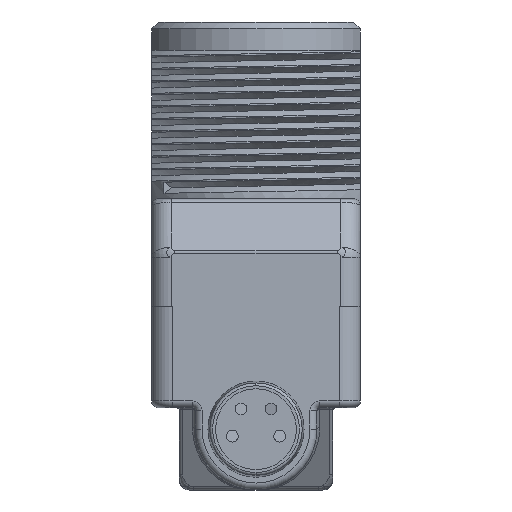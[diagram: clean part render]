
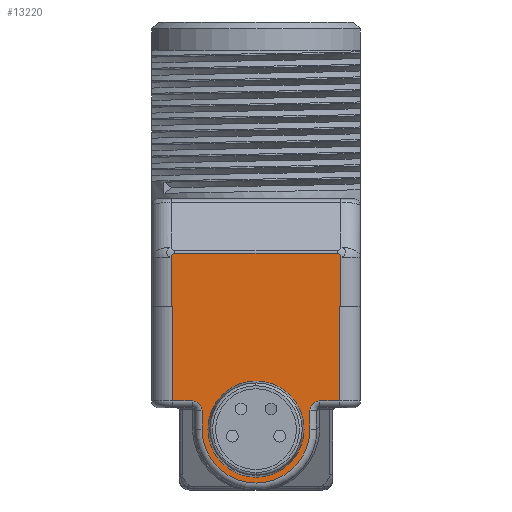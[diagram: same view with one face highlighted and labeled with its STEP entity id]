
A CAD part, front view. The second image highlights one B-rep face of the part: STEP entity #13220.
In plain terms, the highlighted planar face has unit normal (0, -1, 0).
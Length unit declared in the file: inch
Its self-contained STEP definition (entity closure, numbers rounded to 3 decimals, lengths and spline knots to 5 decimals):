
#90=CARTESIAN_POINT('',(0.,-0.67913,-0.34764));
#91=DIRECTION('',(0.,1.,0.));
#92=DIRECTION('',(1.,0.,0.));
#93=AXIS2_PLACEMENT_3D('',#90,#91,#92);
#104=DIRECTION('',(0.,0.,1.));
#105=VECTOR('',#104,0.05236);
#106=CARTESIAN_POINT('',(-0.15236,-0.67913,
-0.34764));
#107=LINE('',#106,#105);
#673=DIRECTION('',(1.,0.,0.));
#674=VECTOR('',#673,0.00394);
#675=CARTESIAN_POINT('',(-0.24016,-0.67913,0.));
#676=LINE('',#675,#674);
#677=DIRECTION('',(0.,0.,-1.));
#678=VECTOR('',#677,0.26772);
#679=CARTESIAN_POINT('',(-0.23622,-0.67913,0.));
#680=LINE('',#679,#678);
#685=CARTESIAN_POINT('',(-0.24016,-0.67913,
0.13877));
#686=CARTESIAN_POINT('',(-0.24002,-0.67913,
0.14386));
#687=CARTESIAN_POINT('',(-0.2347,-0.67913,
0.14932));
#688=CARTESIAN_POINT('',(-0.22961,-0.67913,
0.14932));
#690=CARTESIAN_POINT('',(0.24016,-0.67913,
0.13877));
#691=CARTESIAN_POINT('',(0.24002,-0.67913,
0.14386));
#692=CARTESIAN_POINT('',(0.2347,-0.67913,
0.14932));
#693=CARTESIAN_POINT('',(0.22961,-0.67913,
0.14932));
#695=CARTESIAN_POINT('',(0.,-0.67913,-0.34764));
#696=DIRECTION('',(0.,-1.,0.));
#697=DIRECTION('',(0.,0.,1.));
#698=AXIS2_PLACEMENT_3D('',#695,#696,#697);
#700=CARTESIAN_POINT('',(0.,-0.67913,-0.34764));
#701=DIRECTION('',(0.,-1.,0.));
#702=DIRECTION('',(0.,0.,-1.));
#703=AXIS2_PLACEMENT_3D('',#700,#701,#702);
#710=DIRECTION('',(1.,0.,0.));
#711=VECTOR('',#710,0.00394);
#712=CARTESIAN_POINT('',(0.23622,-0.67913,0.));
#713=LINE('',#712,#711);
#722=DIRECTION('',(0.,0.,1.));
#723=VECTOR('',#722,0.26772);
#724=CARTESIAN_POINT('',(0.23622,-0.67913,
-0.26772));
#725=LINE('',#724,#723);
#1197=DIRECTION('',(-1.,0.,0.));
#1198=VECTOR('',#1197,0.0563);
#1199=CARTESIAN_POINT('',(0.23622,-0.67913,
-0.26772));
#1200=LINE('',#1199,#1198);
#1211=CARTESIAN_POINT('',(0.17992,-0.67913,
-0.29528));
#1212=DIRECTION('',(0.,-1.,0.));
#1213=DIRECTION('',(0.,0.,1.));
#1214=AXIS2_PLACEMENT_3D('',#1211,#1212,#1213);
#1811=DIRECTION('',(0.,0.,-1.));
#1812=VECTOR('',#1811,0.05236);
#1813=CARTESIAN_POINT('',(0.15236,-0.67913,
-0.29528));
#1814=LINE('',#1813,#1812);
#4588=DIRECTION('',(-1.,0.,0.));
#4589=VECTOR('',#4588,0.45922);
#4590=CARTESIAN_POINT('',(0.22961,-0.67913,
0.14932));
#4591=LINE('',#4590,#4589);
#4623=DIRECTION('',(0.,0.,-1.));
#4624=VECTOR('',#4623,0.13877);
#4625=CARTESIAN_POINT('',(-0.24016,-0.67913,
0.13877));
#4626=LINE('',#4625,#4624);
#4706=DIRECTION('',(0.,0.,-1.));
#4707=VECTOR('',#4706,0.13877);
#4708=CARTESIAN_POINT('',(0.24016,-0.67913,
0.13877));
#4709=LINE('',#4708,#4707);
#5415=CARTESIAN_POINT('',(-0.17992,-0.67913,
-0.29528));
#5416=DIRECTION('',(0.,-1.,0.));
#5417=DIRECTION('',(1.,0.,0.));
#5418=AXIS2_PLACEMENT_3D('',#5415,#5416,#5417);
#5442=DIRECTION('',(-1.,0.,0.));
#5443=VECTOR('',#5442,0.0563);
#5444=CARTESIAN_POINT('',(-0.17992,-0.67913,
-0.26772));
#5445=LINE('',#5444,#5443);
#10592=CARTESIAN_POINT('',(0.24016,-0.67913,
0.13877));
#10593=CARTESIAN_POINT('',(0.24016,-0.67913,0.));
#10594=VERTEX_POINT('',#10592);
#10595=VERTEX_POINT('',#10593);
#10600=VERTEX_POINT('',#693);
#10608=CARTESIAN_POINT('',(-0.24016,-0.67913,
0.13877));
#10609=CARTESIAN_POINT('',(-0.24016,-0.67913,0.));
#10610=VERTEX_POINT('',#10608);
#10611=VERTEX_POINT('',#10609);
#10614=CARTESIAN_POINT('',(-0.22961,-0.67913,
0.14932));
#10615=VERTEX_POINT('',#10614);
#12114=CARTESIAN_POINT('',(-0.23622,-0.67913,
-0.26772));
#12115=VERTEX_POINT('',#12114);
#12118=CARTESIAN_POINT('',(-0.17992,-0.67913,
-0.26772));
#12119=VERTEX_POINT('',#12118);
#12122=CARTESIAN_POINT('',(-0.15236,-0.67913,
-0.29528));
#12123=VERTEX_POINT('',#12122);
#12126=CARTESIAN_POINT('',(-0.15236,-0.67913,
-0.34764));
#12127=VERTEX_POINT('',#12126);
#12130=CARTESIAN_POINT('',(0.15236,-0.67913,
-0.34764));
#12131=VERTEX_POINT('',#12130);
#12134=CARTESIAN_POINT('',(0.15236,-0.67913,
-0.29528));
#12135=VERTEX_POINT('',#12134);
#12138=CARTESIAN_POINT('',(0.17992,-0.67913,
-0.26772));
#12139=VERTEX_POINT('',#12138);
#12142=CARTESIAN_POINT('',(0.23622,-0.67913,
-0.26772));
#12143=VERTEX_POINT('',#12142);
#12276=CARTESIAN_POINT('',(-0.23622,-0.67913,0.));
#12278=VERTEX_POINT('',#12276);
#12280=CARTESIAN_POINT('',(0.23622,-0.67913,0.));
#12282=VERTEX_POINT('',#12280);
#12392=CARTESIAN_POINT('',(0.,-0.67913,-0.21969));
#12393=CARTESIAN_POINT('',(0.,-0.67913,-0.47559));
#12394=VERTEX_POINT('',#12392);
#12395=VERTEX_POINT('',#12393);
#13179=CARTESIAN_POINT('',(-0.29528,-0.67913,0.));
#13180=DIRECTION('',(0.,-1.,0.));
#13181=DIRECTION('',(1.,0.,0.));
#13182=AXIS2_PLACEMENT_3D('',#13179,#13180,#13181);
#13183=PLANE('',#13182);
#13185=ORIENTED_EDGE('',*,*,#13184,.F.);
#13187=ORIENTED_EDGE('',*,*,#13186,.F.);
#13189=ORIENTED_EDGE('',*,*,#13188,.T.);
#13191=ORIENTED_EDGE('',*,*,#13190,.T.);
#13193=ORIENTED_EDGE('',*,*,#13192,.T.);
#13194=ORIENTED_EDGE('',*,*,#12674,.T.);
#13195=ORIENTED_EDGE('',*,*,#12690,.T.);
#13197=ORIENTED_EDGE('',*,*,#13196,.T.);
#13199=ORIENTED_EDGE('',*,*,#13198,.T.);
#13200=ORIENTED_EDGE('',*,*,#13171,.F.);
#13201=ORIENTED_EDGE('',*,*,#13160,.F.);
#13203=ORIENTED_EDGE('',*,*,#13202,.F.);
#13205=ORIENTED_EDGE('',*,*,#13204,.T.);
#13207=ORIENTED_EDGE('',*,*,#13206,.F.);
#13209=ORIENTED_EDGE('',*,*,#13208,.F.);
#13211=ORIENTED_EDGE('',*,*,#13210,.T.);
#13212=EDGE_LOOP('',(#13185,#13187,#13189,#13191,#13193,#13194,#13195,#13197,
#13199,#13200,#13201,#13203,#13205,#13207,#13209,#13211));
#13213=FACE_OUTER_BOUND('',#13212,.F.);
#13215=ORIENTED_EDGE('',*,*,#13214,.T.);
#13217=ORIENTED_EDGE('',*,*,#13216,.T.);
#13218=EDGE_LOOP('',(#13215,#13217));
#13219=FACE_BOUND('',#13218,.F.);
#13220=ADVANCED_FACE('',(#13213,#13219),#13183,.T.);
#94=CIRCLE('',#93,0.15236);
#689=B_SPLINE_CURVE_WITH_KNOTS('',3,(#685,#686,#687,#688),.UNSPECIFIED.,.F.,.F.,
(4,4),(0.,1.),.UNSPECIFIED.);
#694=B_SPLINE_CURVE_WITH_KNOTS('',3,(#690,#691,#692,#693),.UNSPECIFIED.,.F.,.F.,
(4,4),(0.,1.),.UNSPECIFIED.);
#699=CIRCLE('',#698,0.12795);
#704=CIRCLE('',#703,0.12795);
#1215=CIRCLE('',#1214,0.02756);
#5419=CIRCLE('',#5418,0.02756);
#12674=EDGE_CURVE('',#12131,#12127,#94,.T.);
#12690=EDGE_CURVE('',#12127,#12123,#107,.T.);
#13160=EDGE_CURVE('',#10611,#12278,#676,.T.);
#13171=EDGE_CURVE('',#12278,#12115,#680,.T.);
#13184=EDGE_CURVE('',#12282,#10595,#713,.T.);
#13186=EDGE_CURVE('',#12143,#12282,#725,.T.);
#13188=EDGE_CURVE('',#12143,#12139,#1200,.T.);
#13190=EDGE_CURVE('',#12139,#12135,#1215,.T.);
#13192=EDGE_CURVE('',#12135,#12131,#1814,.T.);
#13196=EDGE_CURVE('',#12123,#12119,#5419,.T.);
#13198=EDGE_CURVE('',#12119,#12115,#5445,.T.);
#13202=EDGE_CURVE('',#10610,#10611,#4626,.T.);
#13204=EDGE_CURVE('',#10610,#10615,#689,.T.);
#13206=EDGE_CURVE('',#10600,#10615,#4591,.T.);
#13208=EDGE_CURVE('',#10594,#10600,#694,.T.);
#13210=EDGE_CURVE('',#10594,#10595,#4709,.T.);
#13214=EDGE_CURVE('',#12394,#12395,#699,.T.);
#13216=EDGE_CURVE('',#12395,#12394,#704,.T.);
